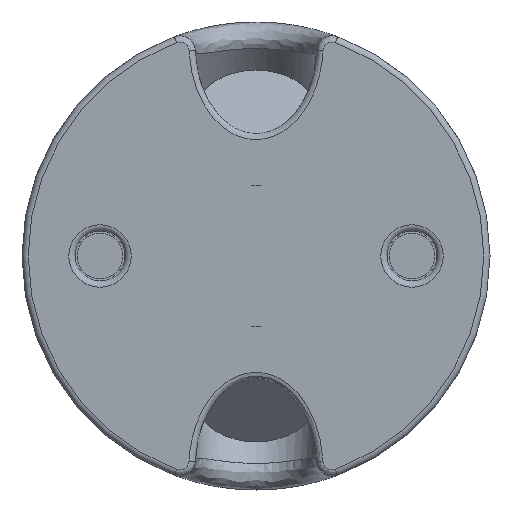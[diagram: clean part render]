
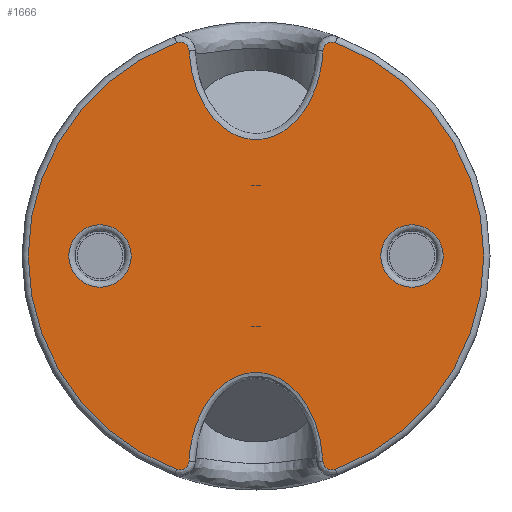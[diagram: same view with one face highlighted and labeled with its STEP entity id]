
A CAD part, front view. The second image highlights one B-rep face of the part: STEP entity #1666.
In plain terms, the highlighted planar face has unit normal (0, -1, 0).
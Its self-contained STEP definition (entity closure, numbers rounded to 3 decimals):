
#40=B_SPLINE_CURVE_WITH_KNOTS('',3,(#2862,#2863,#2864,#2865,#2866,#2867),
 .UNSPECIFIED.,.F.,.F.,(4,1,1,4),(0.,0.048,0.081,
0.113),.UNSPECIFIED.);
#42=B_SPLINE_CURVE_WITH_KNOTS('',3,(#2913,#2914,#2915,#2916,#2917,#2918),
 .UNSPECIFIED.,.F.,.F.,(4,1,1,4),(0.,0.032,0.065,
0.113),.UNSPECIFIED.);
#44=B_SPLINE_CURVE_WITH_KNOTS('',3,(#3033,#3034,#3035,#3036,#3037,#3038),
 .UNSPECIFIED.,.F.,.F.,(4,1,1,4),(0.,0.048,0.081,
0.113),.UNSPECIFIED.);
#46=B_SPLINE_CURVE_WITH_KNOTS('',3,(#3086,#3087,#3088,#3089,#3090,#3091),
 .UNSPECIFIED.,.F.,.F.,(4,1,1,4),(0.,0.048,0.081,
0.113),.UNSPECIFIED.);
#79=ELLIPSE('',#1840,6.081,4.3);
#80=ELLIPSE('',#1848,6.081,4.3);
#380=FACE_BOUND('',#548,.T.);
#381=FACE_BOUND('',#549,.T.);
#432=FACE_OUTER_BOUND('',#547,.T.);
#547=EDGE_LOOP('',(#1282,#1283,#1284,#1285,#1286,#1287,#1288,#1289));
#548=EDGE_LOOP('',(#1290));
#549=EDGE_LOOP('',(#1291));
#651=CIRCLE('',#1836,14.6);
#658=CIRCLE('',#1846,14.6);
#662=CIRCLE('',#1855,2.);
#663=CIRCLE('',#1856,2.);
#749=VERTEX_POINT('',#2850);
#752=VERTEX_POINT('',#2860);
#753=VERTEX_POINT('',#2869);
#755=VERTEX_POINT('',#2904);
#757=VERTEX_POINT('',#2989);
#759=VERTEX_POINT('',#3024);
#761=VERTEX_POINT('',#3040);
#764=VERTEX_POINT('',#3077);
#769=VERTEX_POINT('',#3543);
#770=VERTEX_POINT('',#3545);
#926=EDGE_CURVE('',#752,#749,#40,.T.);
#929=EDGE_CURVE('',#749,#753,#651,.T.);
#932=EDGE_CURVE('',#753,#755,#42,.T.);
#935=EDGE_CURVE('',#755,#757,#79,.T.);
#938=EDGE_CURVE('',#757,#759,#44,.T.);
#942=EDGE_CURVE('',#759,#761,#658,.T.);
#945=EDGE_CURVE('',#761,#764,#46,.T.);
#946=EDGE_CURVE('',#764,#752,#80,.T.);
#956=EDGE_CURVE('',#769,#769,#662,.T.);
#957=EDGE_CURVE('',#770,#770,#663,.T.);
#1282=ORIENTED_EDGE('',*,*,#926,.F.);
#1283=ORIENTED_EDGE('',*,*,#946,.F.);
#1284=ORIENTED_EDGE('',*,*,#945,.F.);
#1285=ORIENTED_EDGE('',*,*,#942,.F.);
#1286=ORIENTED_EDGE('',*,*,#938,.F.);
#1287=ORIENTED_EDGE('',*,*,#935,.F.);
#1288=ORIENTED_EDGE('',*,*,#932,.F.);
#1289=ORIENTED_EDGE('',*,*,#929,.F.);
#1290=ORIENTED_EDGE('',*,*,#956,.F.);
#1291=ORIENTED_EDGE('',*,*,#957,.F.);
#1593=PLANE('',#1854);
#1666=ADVANCED_FACE('',(#432,#380,#381),#1593,.F.);
#1836=AXIS2_PLACEMENT_3D('',#2873,#2149,#2150);
#1840=AXIS2_PLACEMENT_3D('',#2993,#2157,#2158);
#1846=AXIS2_PLACEMENT_3D('',#3046,#2169,#2170);
#1848=AXIS2_PLACEMENT_3D('',#3169,#2173,#2174);
#1854=AXIS2_PLACEMENT_3D('',#3542,#2187,#2188);
#1855=AXIS2_PLACEMENT_3D('',#3544,#2189,#2190);
#1856=AXIS2_PLACEMENT_3D('',#3546,#2191,#2192);
#2149=DIRECTION('center_axis',(0.,1.,0.));
#2150=DIRECTION('ref_axis',(1.,0.,0.));
#2157=DIRECTION('center_axis',(0.,-1.,0.));
#2158=DIRECTION('ref_axis',(0.,0.,1.));
#2169=DIRECTION('center_axis',(0.,1.,0.));
#2170=DIRECTION('ref_axis',(-1.,0.,0.));
#2173=DIRECTION('center_axis',(0.,-1.,0.));
#2174=DIRECTION('ref_axis',(0.,0.,-1.));
#2187=DIRECTION('center_axis',(0.,1.,0.));
#2188=DIRECTION('ref_axis',(1.,0.,0.));
#2189=DIRECTION('center_axis',(0.,-1.,0.));
#2190=DIRECTION('ref_axis',(0.,0.,1.));
#2191=DIRECTION('center_axis',(0.,-1.,0.));
#2192=DIRECTION('ref_axis',(0.,0.,1.));
#2850=CARTESIAN_POINT('',(5.1,0.,13.68));
#2860=CARTESIAN_POINT('',(4.291,0.,13.146));
#2862=CARTESIAN_POINT('Ctrl Pts',(4.291,0.,13.146));
#2863=CARTESIAN_POINT('Ctrl Pts',(4.298,0.,13.307));
#2864=CARTESIAN_POINT('Ctrl Pts',(4.426,0.,13.568));
#2865=CARTESIAN_POINT('Ctrl Pts',(4.778,0.,13.737));
#2866=CARTESIAN_POINT('Ctrl Pts',(5.,0.,13.718));
#2867=CARTESIAN_POINT('Ctrl Pts',(5.1,0.,13.68));
#2869=CARTESIAN_POINT('',(5.1,0.,-13.68));
#2873=CARTESIAN_POINT('Origin',(0.,0.,0.));
#2904=CARTESIAN_POINT('',(4.291,0.,-13.146));
#2913=CARTESIAN_POINT('Ctrl Pts',(5.1,0.,-13.68));
#2914=CARTESIAN_POINT('Ctrl Pts',(5.,0.,-13.718));
#2915=CARTESIAN_POINT('Ctrl Pts',(4.778,0.,-13.737));
#2916=CARTESIAN_POINT('Ctrl Pts',(4.426,0.,-13.568));
#2917=CARTESIAN_POINT('Ctrl Pts',(4.298,0.,-13.307));
#2918=CARTESIAN_POINT('Ctrl Pts',(4.291,0.,-13.146));
#2989=CARTESIAN_POINT('',(-4.291,0.,-13.146));
#2993=CARTESIAN_POINT('Origin',(0.,0.,-13.541));
#3024=CARTESIAN_POINT('',(-5.1,0.,-13.68));
#3033=CARTESIAN_POINT('Ctrl Pts',(-4.291,0.,-13.146));
#3034=CARTESIAN_POINT('Ctrl Pts',(-4.298,0.,-13.307));
#3035=CARTESIAN_POINT('Ctrl Pts',(-4.426,0.,-13.568));
#3036=CARTESIAN_POINT('Ctrl Pts',(-4.778,0.,-13.737));
#3037=CARTESIAN_POINT('Ctrl Pts',(-5.,0.,-13.718));
#3038=CARTESIAN_POINT('Ctrl Pts',(-5.1,0.,-13.68));
#3040=CARTESIAN_POINT('',(-5.1,0.,13.68));
#3046=CARTESIAN_POINT('Origin',(0.,0.,0.));
#3077=CARTESIAN_POINT('',(-4.291,0.,13.146));
#3086=CARTESIAN_POINT('Ctrl Pts',(-5.1,0.,13.68));
#3087=CARTESIAN_POINT('Ctrl Pts',(-4.949,0.,13.736));
#3088=CARTESIAN_POINT('Ctrl Pts',(-4.659,0.,13.722));
#3089=CARTESIAN_POINT('Ctrl Pts',(-4.365,0.,13.465));
#3090=CARTESIAN_POINT('Ctrl Pts',(-4.296,0.,13.253));
#3091=CARTESIAN_POINT('Ctrl Pts',(-4.291,0.,13.146));
#3169=CARTESIAN_POINT('Origin',(0.,0.,13.541));
#3542=CARTESIAN_POINT('Origin',(0.,0.,0.));
#3543=CARTESIAN_POINT('',(10.,0.,-2.));
#3544=CARTESIAN_POINT('Origin',(10.,0.,0.));
#3545=CARTESIAN_POINT('',(-10.,0.,-2.));
#3546=CARTESIAN_POINT('Origin',(-10.,0.,0.));
